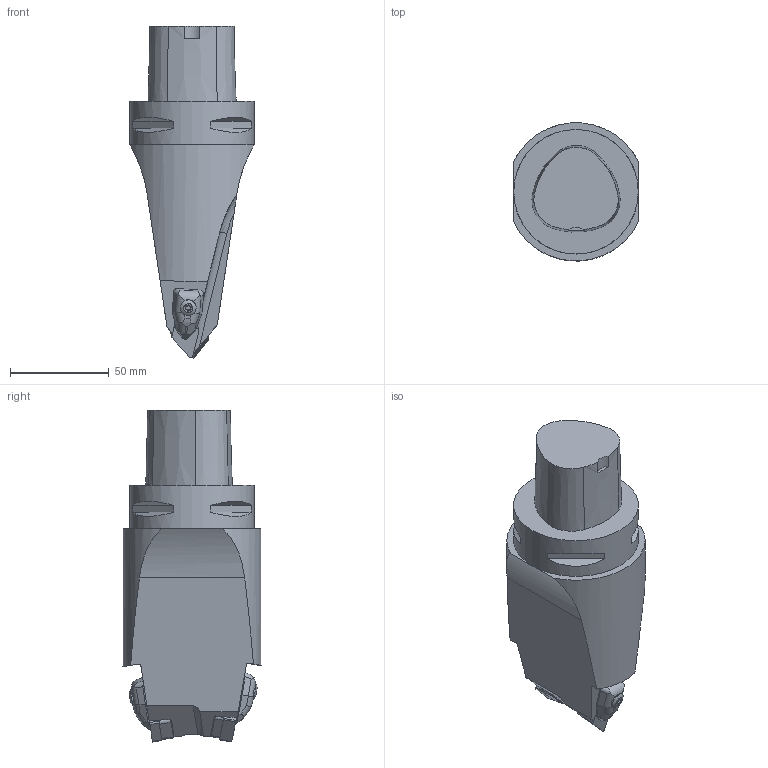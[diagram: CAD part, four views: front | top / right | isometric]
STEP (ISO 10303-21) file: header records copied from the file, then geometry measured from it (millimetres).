
FILE_DESCRIPTION(/* description */ (''),/* implementation_level */ '2;1');
FILE_NAME(/* name */ '1528212249480.stp',/* time_stamp */ '2018-06-05T17:24:16+02:00',/* author */ (''),/* organization */ ('SMS'),/* preprocessor_version */ 'ST-DEVELOPER v15',/* originating_system */ 'SIEMENS PLM Software NX 8.5',/* authorisation */ '');
FILE_SCHEMA (('AUTOMOTIVE_DESIGN { 1 0 10303 214 3 1 1 1 }'));
Length unit declared in the file: millimetre
Products named in the file (5): IsoTurningInsert; 201691658mod000_00; ASSEMBLY_CONSTRUCTION; 201691654mod000_00
Assembly tree (4 placements, depth 2):
  201691654mod000_00
    ASSEMBLY_CONSTRUCTION
    201691658mod000_00
    IsoTurningInsert
    IsoTurningInsert
Bounding box: 63.02 x 69.93 x 168 mm (x, y, z)
Volume: 345533.6 mm3; surface area: 35979.3 mm2
Topology: 3 solids, 3 shells, 217 faces, 590 edges, 392 vertices
Faces by surface type: plane 111, cylinder 76, cone 25, sphere 2, bspline 2, extrusion 1
Full cylindrical faces by diameter (mm): 5.156 x2, 8 x2, 63 x1
Entity records: 7369 total; most frequent: CARTESIAN_POINT 1704, DIRECTION 1169, ORIENTED_EDGE 1150, EDGE_CURVE 575, AXIS2_PLACEMENT_3D 431, VERTEX_POINT 381, VECTOR 307, LINE 306
